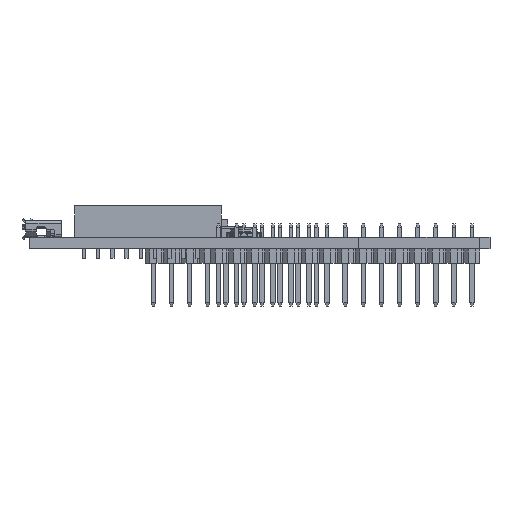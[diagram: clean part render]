
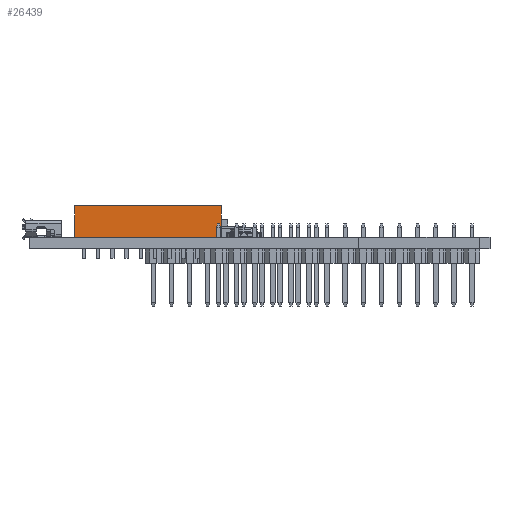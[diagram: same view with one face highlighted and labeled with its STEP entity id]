
A CAD part, front view. The second image highlights one B-rep face of the part: STEP entity #26439.
In plain terms, the highlighted face is planar.
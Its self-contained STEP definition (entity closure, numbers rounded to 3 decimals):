
#941 = VECTOR ( 'NONE', #61399, 1000. ) ;
#2600 = ORIENTED_EDGE ( 'NONE', *, *, #39160, .T. ) ;
#7767 = ORIENTED_EDGE ( 'NONE', *, *, #41792, .F. ) ;
#7960 = FACE_OUTER_BOUND ( 'NONE', #16586, .T. ) ;
#7999 = VERTEX_POINT ( 'NONE', #29995 ) ;
#9885 = EDGE_CURVE ( 'NONE', #63026, #7999, #27149, .T. ) ;
#11381 = DIRECTION ( 'NONE',  ( 1., 0., 0. ) ) ;
#11607 = ORIENTED_EDGE ( 'NONE', *, *, #9885, .F. ) ;
#12012 = CARTESIAN_POINT ( 'NONE',  ( -10.274, 0., 0.999 ) ) ;
#13453 = PLANE ( 'NONE',  #41815 ) ;
#14086 = DIRECTION ( 'NONE',  ( 0., -1., 0. ) ) ;
#16586 = EDGE_LOOP ( 'NONE', ( #32128, #11607, #7767, #2600 ) ) ;
#21963 = DIRECTION ( 'NONE',  ( 0., -1., 0. ) ) ;
#25640 = VERTEX_POINT ( 'NONE', #28782 ) ;
#26439 = ADVANCED_FACE ( 'NONE', ( #7960 ), #13453, .F. ) ;
#27149 = LINE ( 'NONE', #56572, #52291 ) ;
#28782 = CARTESIAN_POINT ( 'NONE',  ( -10.274, 0., 0.999 ) ) ;
#29995 = CARTESIAN_POINT ( 'NONE',  ( 10.274, 0., 0.999 ) ) ;
#31318 = VERTEX_POINT ( 'NONE', #60150 ) ;
#32128 = ORIENTED_EDGE ( 'NONE', *, *, #52080, .T. ) ;
#35931 = LINE ( 'NONE', #12012, #39188 ) ;
#36423 = CARTESIAN_POINT ( 'NONE',  ( 10.274, 4.445, 0.999 ) ) ;
#39160 = EDGE_CURVE ( 'NONE', #31318, #25640, #51392, .T. ) ;
#39188 = VECTOR ( 'NONE', #11381, 1000. ) ;
#41792 = EDGE_CURVE ( 'NONE', #31318, #63026, #54855, .T. ) ;
#41815 = AXIS2_PLACEMENT_3D ( 'NONE', #57757, #57430, #14086 ) ;
#49717 = VECTOR ( 'NONE', #63912, 1000. ) ;
#51392 = LINE ( 'NONE', #61084, #941 ) ;
#52080 = EDGE_CURVE ( 'NONE', #25640, #7999, #35931, .T. ) ;
#52291 = VECTOR ( 'NONE', #21963, 1000. ) ;
#53900 = CARTESIAN_POINT ( 'NONE',  ( -10.274, 4.445, 0.999 ) ) ;
#54855 = LINE ( 'NONE', #53900, #49717 ) ;
#56572 = CARTESIAN_POINT ( 'NONE',  ( 10.274, 4.445, 0.999 ) ) ;
#57430 = DIRECTION ( 'NONE',  ( 0., 0., -1. ) ) ;
#57757 = CARTESIAN_POINT ( 'NONE',  ( -10.274, 4.445, 0.999 ) ) ;
#60150 = CARTESIAN_POINT ( 'NONE',  ( -10.274, 4.445, 0.999 ) ) ;
#61084 = CARTESIAN_POINT ( 'NONE',  ( -10.274, 4.445, 0.999 ) ) ;
#61399 = DIRECTION ( 'NONE',  ( 0., -1., 0. ) ) ;
#63026 = VERTEX_POINT ( 'NONE', #36423 ) ;
#63912 = DIRECTION ( 'NONE',  ( 1., 0., 0. ) ) ;
